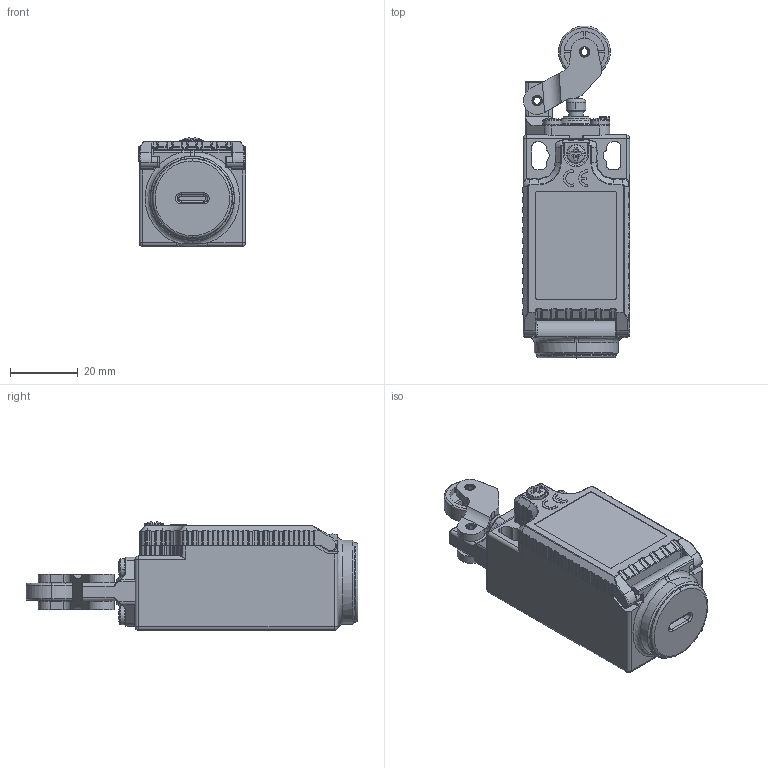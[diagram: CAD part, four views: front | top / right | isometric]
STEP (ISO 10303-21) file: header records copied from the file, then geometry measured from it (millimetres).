
FILE_DESCRIPTION (( 'STEP AP203' ), '1' );
FILE_NAME ('171-LSPS-Hinge Lever (step format).STEP', '2013-12-10T15:19:18', ( '' ), ( '' ), 'SwSTEP 2.0', 'SolidWorks 2013', '' );
FILE_SCHEMA (( 'CONFIG_CONTROL_DESIGN' ));
Products named in the file (1): 171-LSPS-Hinge Lever (step format)
Bounding box: 31.7 x 98.25 x 32.13 mm (x, y, z)
Volume: 29511.3 mm3; surface area: 31274.4 mm2
Topology: 17 solids, 17 shells, 2586 faces, 6964 edges, 4466 vertices
Faces by surface type: cylinder 1124, plane 1083, bspline 202, cone 105, torus 72
Entity records: 98671 total; most frequent: CARTESIAN_POINT 37214, ORIENTED_EDGE 13856, DIRECTION 11493, EDGE_CURVE 6928, VERTEX_POINT 4466, VECTOR 3895, LINE 3895, AXIS2_PLACEMENT_3D 3799
